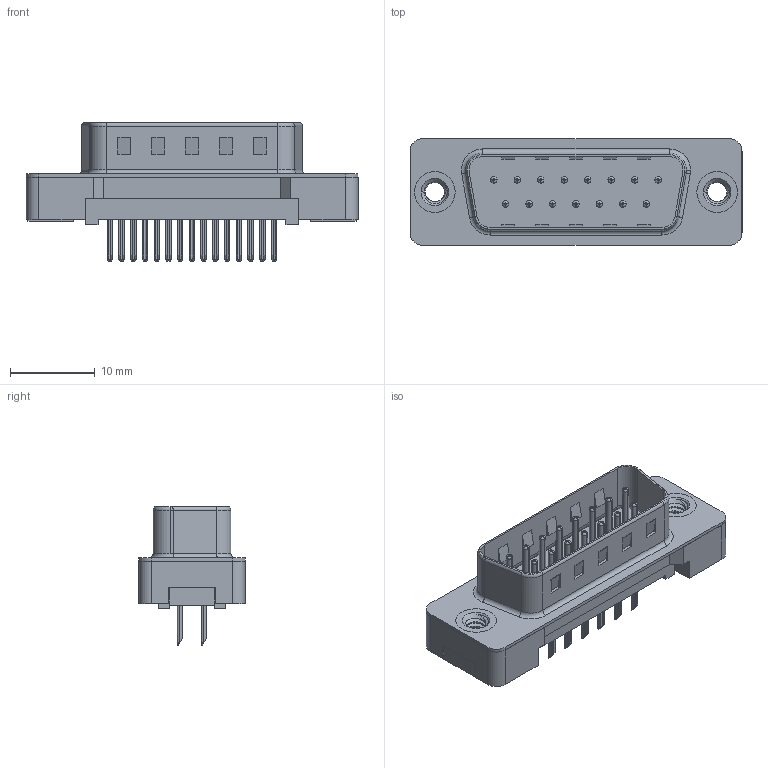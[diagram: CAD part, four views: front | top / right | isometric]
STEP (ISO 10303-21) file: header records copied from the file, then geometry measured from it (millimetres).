
FILE_DESCRIPTION (( 'STEP AP203' ), '1' );
FILE_NAME ('627-015-624-212.STEP', '2020-07-16T00:07:13', ( '' ), ( '' ), 'SwSTEP 2.0', 'SolidWorks 2020', '' );
FILE_SCHEMA (( 'CONFIG_CONTROL_DESIGN' ));
Length unit declared in the file: millimetre
Products named in the file (6): 627 PB 4-40 Threaded Rivet; 627 PB Contact Row 2_24; 627 PB Shell_15 Contacts; 627 Plastic Body Housing_15 Contacts; 627 PB Contact Row 1_24; 627-015-624-212
Assembly tree (19 placements, depth 2):
  627-015-624-212
    627 Plastic Body Housing_15 Contacts
    627 PB Shell_15 Contacts
    627 PB Contact Row 1_24  x8
    627 PB Contact Row 2_24  x7
    627 PB 4-40 Threaded Rivet  x2
Bounding box: 39.19 x 12.6 x 16.3 mm (x, y, z)
Volume: 1992.2 mm3; surface area: 4351.3 mm2
Topology: 19 solids, 19 shells, 1161 faces, 3074 edges, 1977 vertices
Faces by surface type: plane 741, cylinder 340, torus 64, cone 10, bspline 6
Entity records: 18843 total; most frequent: CARTESIAN_POINT 4478, DIRECTION 2782, ORIENTED_EDGE 2778, EDGE_CURVE 1389, VECTOR 984, LINE 984, AXIS2_PLACEMENT_3D 899, VERTEX_POINT 898
